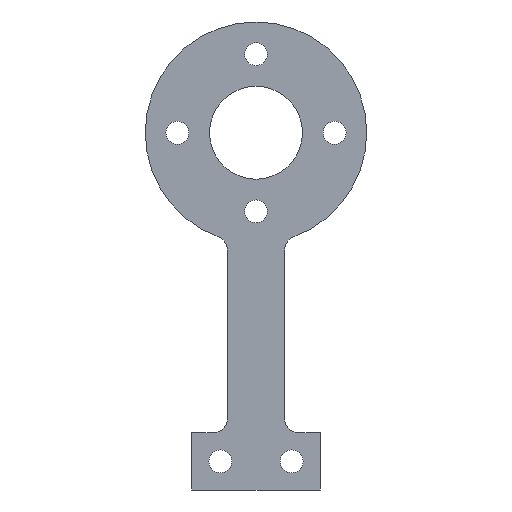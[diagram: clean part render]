
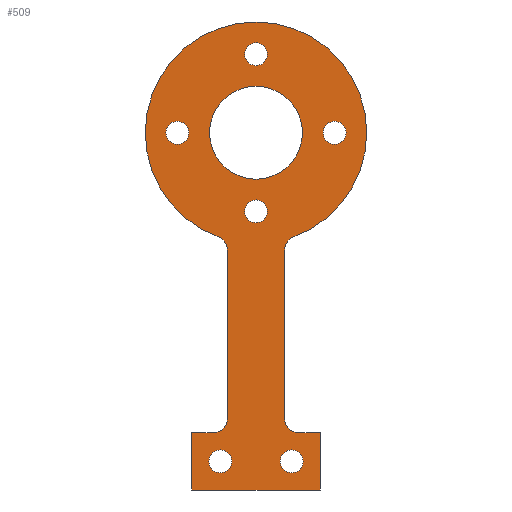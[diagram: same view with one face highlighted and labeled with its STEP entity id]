
A CAD part, left-side view. The second image highlights one B-rep face of the part: STEP entity #509.
In plain terms, the highlighted planar face has unit normal (-1, 0, 0).
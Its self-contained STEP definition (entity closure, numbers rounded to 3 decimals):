
#22=FACE_BOUND('',#105,.T.);
#23=FACE_BOUND('',#106,.T.);
#24=FACE_BOUND('',#107,.T.);
#25=FACE_BOUND('',#108,.T.);
#26=FACE_BOUND('',#109,.T.);
#27=FACE_BOUND('',#110,.T.);
#28=FACE_BOUND('',#111,.T.);
#43=PLANE('',#589);
#70=FACE_OUTER_BOUND('',#104,.T.);
#104=EDGE_LOOP('',(#452,#453,#454,#455,#456,#457,#458,#459,#460,#461,#462,
#463));
#105=EDGE_LOOP('',(#464));
#106=EDGE_LOOP('',(#465));
#107=EDGE_LOOP('',(#466));
#108=EDGE_LOOP('',(#467));
#109=EDGE_LOOP('',(#468));
#110=EDGE_LOOP('',(#469));
#111=EDGE_LOOP('',(#470));
#114=LINE('',#757,#153);
#120=LINE('',#772,#159);
#126=LINE('',#796,#165);
#140=LINE('',#866,#179);
#144=LINE('',#874,#183);
#147=LINE('',#879,#186);
#150=LINE('',#883,#189);
#153=VECTOR('',#602,10.);
#159=VECTOR('',#616,10.);
#165=VECTOR('',#642,10.);
#179=VECTOR('',#724,10.);
#183=VECTOR('',#730,10.);
#186=VECTOR('',#735,10.);
#189=VECTOR('',#740,10.);
#190=CIRCLE('',#534,2.);
#192=CIRCLE('',#538,2.);
#194=CIRCLE('',#542,2.);
#197=CIRCLE('',#546,15.5);
#198=CIRCLE('',#548,2.);
#202=CIRCLE('',#555,1.6);
#205=CIRCLE('',#560,1.6);
#208=CIRCLE('',#565,1.6);
#211=CIRCLE('',#570,1.6);
#214=CIRCLE('',#575,1.6);
#217=CIRCLE('',#580,1.6);
#219=CIRCLE('',#583,6.5);
#220=VERTEX_POINT('',#747);
#221=VERTEX_POINT('',#748);
#224=VERTEX_POINT('',#756);
#226=VERTEX_POINT('',#762);
#227=VERTEX_POINT('',#763);
#230=VERTEX_POINT('',#774);
#231=VERTEX_POINT('',#775);
#234=VERTEX_POINT('',#786);
#235=VERTEX_POINT('',#787);
#240=VERTEX_POINT('',#804);
#243=VERTEX_POINT('',#814);
#246=VERTEX_POINT('',#824);
#249=VERTEX_POINT('',#834);
#252=VERTEX_POINT('',#844);
#255=VERTEX_POINT('',#854);
#257=VERTEX_POINT('',#860);
#258=VERTEX_POINT('',#864);
#259=VERTEX_POINT('',#865);
#262=VERTEX_POINT('',#873);
#264=EDGE_CURVE('',#220,#221,#190,.T.);
#268=EDGE_CURVE('',#221,#224,#114,.T.);
#271=EDGE_CURVE('',#226,#227,#192,.T.);
#276=EDGE_CURVE('',#227,#220,#120,.T.);
#277=EDGE_CURVE('',#230,#231,#194,.T.);
#282=EDGE_CURVE('',#231,#226,#197,.T.);
#283=EDGE_CURVE('',#234,#235,#198,.T.);
#288=EDGE_CURVE('',#235,#230,#126,.T.);
#293=EDGE_CURVE('',#240,#240,#202,.T.);
#298=EDGE_CURVE('',#243,#243,#205,.T.);
#303=EDGE_CURVE('',#246,#246,#208,.T.);
#308=EDGE_CURVE('',#249,#249,#211,.T.);
#313=EDGE_CURVE('',#252,#252,#214,.T.);
#318=EDGE_CURVE('',#255,#255,#217,.T.);
#321=EDGE_CURVE('',#257,#257,#219,.T.);
#322=EDGE_CURVE('',#258,#259,#140,.T.);
#326=EDGE_CURVE('',#262,#258,#144,.T.);
#329=EDGE_CURVE('',#224,#262,#147,.T.);
#332=EDGE_CURVE('',#259,#234,#150,.T.);
#452=ORIENTED_EDGE('',*,*,#332,.F.);
#453=ORIENTED_EDGE('',*,*,#322,.F.);
#454=ORIENTED_EDGE('',*,*,#326,.F.);
#455=ORIENTED_EDGE('',*,*,#329,.F.);
#456=ORIENTED_EDGE('',*,*,#268,.F.);
#457=ORIENTED_EDGE('',*,*,#264,.F.);
#458=ORIENTED_EDGE('',*,*,#276,.F.);
#459=ORIENTED_EDGE('',*,*,#271,.F.);
#460=ORIENTED_EDGE('',*,*,#282,.F.);
#461=ORIENTED_EDGE('',*,*,#277,.F.);
#462=ORIENTED_EDGE('',*,*,#288,.F.);
#463=ORIENTED_EDGE('',*,*,#283,.F.);
#464=ORIENTED_EDGE('',*,*,#293,.T.);
#465=ORIENTED_EDGE('',*,*,#298,.T.);
#466=ORIENTED_EDGE('',*,*,#303,.T.);
#467=ORIENTED_EDGE('',*,*,#308,.T.);
#468=ORIENTED_EDGE('',*,*,#313,.T.);
#469=ORIENTED_EDGE('',*,*,#318,.T.);
#470=ORIENTED_EDGE('',*,*,#321,.F.);
#509=ADVANCED_FACE('',(#70,#22,#23,#24,#25,#26,#27,#28),#43,.F.);
#534=AXIS2_PLACEMENT_3D('',#749,#594,#595);
#538=AXIS2_PLACEMENT_3D('',#764,#607,#608);
#542=AXIS2_PLACEMENT_3D('',#776,#619,#620);
#546=AXIS2_PLACEMENT_3D('',#784,#629,#630);
#548=AXIS2_PLACEMENT_3D('',#788,#633,#634);
#555=AXIS2_PLACEMENT_3D('',#806,#653,#654);
#560=AXIS2_PLACEMENT_3D('',#816,#665,#666);
#565=AXIS2_PLACEMENT_3D('',#826,#677,#678);
#570=AXIS2_PLACEMENT_3D('',#836,#689,#690);
#575=AXIS2_PLACEMENT_3D('',#846,#701,#702);
#580=AXIS2_PLACEMENT_3D('',#856,#713,#714);
#583=AXIS2_PLACEMENT_3D('',#862,#720,#721);
#589=AXIS2_PLACEMENT_3D('',#885,#743,#744);
#594=DIRECTION('center_axis',(-1.,0.,0.));
#595=DIRECTION('ref_axis',(0.,0.707,-0.707));
#602=DIRECTION('',(0.,-1.,0.));
#607=DIRECTION('center_axis',(-1.,0.,0.));
#608=DIRECTION('ref_axis',(0.,0.819,0.573));
#616=DIRECTION('',(0.,0.,-1.));
#619=DIRECTION('center_axis',(-1.,0.,0.));
#620=DIRECTION('ref_axis',(0.,-0.819,0.573));
#629=DIRECTION('center_axis',(1.,0.,0.));
#630=DIRECTION('ref_axis',(0.,1.,0.));
#633=DIRECTION('center_axis',(-1.,0.,0.));
#634=DIRECTION('ref_axis',(0.,-0.707,-0.707));
#642=DIRECTION('',(0.,0.,1.));
#653=DIRECTION('center_axis',(1.,0.,0.));
#654=DIRECTION('ref_axis',(0.,0.,-1.));
#665=DIRECTION('center_axis',(1.,0.,0.));
#666=DIRECTION('ref_axis',(0.,0.,-1.));
#677=DIRECTION('center_axis',(1.,0.,0.));
#678=DIRECTION('ref_axis',(0.,0.,-1.));
#689=DIRECTION('center_axis',(1.,0.,0.));
#690=DIRECTION('ref_axis',(0.,0.,-1.));
#701=DIRECTION('center_axis',(1.,0.,0.));
#702=DIRECTION('ref_axis',(0.,0.,-1.));
#713=DIRECTION('center_axis',(1.,0.,0.));
#714=DIRECTION('ref_axis',(0.,0.,-1.));
#720=DIRECTION('center_axis',(-1.,0.,0.));
#721=DIRECTION('ref_axis',(0.,-1.,0.));
#724=DIRECTION('',(0.,0.,1.));
#730=DIRECTION('',(0.,1.,0.));
#735=DIRECTION('',(0.,0.,-1.));
#740=DIRECTION('',(0.,-1.,0.));
#743=DIRECTION('center_axis',(1.,0.,0.));
#744=DIRECTION('ref_axis',(0.,0.,-1.));
#747=CARTESIAN_POINT('',(0.,-4.,-40.));
#748=CARTESIAN_POINT('',(0.,-6.,-42.));
#749=CARTESIAN_POINT('Origin',(0.,-6.,-40.));
#756=CARTESIAN_POINT('',(0.,-9.,-42.));
#757=CARTESIAN_POINT('',(0.,-4.,-42.));
#762=CARTESIAN_POINT('',(0.,-5.314,-14.561));
#763=CARTESIAN_POINT('',(0.,-4.,-16.439));
#764=CARTESIAN_POINT('Origin',(0.,-6.,-16.439));
#772=CARTESIAN_POINT('',(0.,-4.,-14.975));
#774=CARTESIAN_POINT('',(0.,4.,-16.439));
#775=CARTESIAN_POINT('',(0.,5.314,-14.561));
#776=CARTESIAN_POINT('Origin',(0.,6.,-16.439));
#784=CARTESIAN_POINT('Origin',(0.,0.,0.));
#786=CARTESIAN_POINT('',(0.,6.,-42.));
#787=CARTESIAN_POINT('',(0.,4.,-40.));
#788=CARTESIAN_POINT('Origin',(0.,6.,-40.));
#796=CARTESIAN_POINT('',(0.,4.,-50.));
#804=CARTESIAN_POINT('',(0.,5.,-44.4));
#806=CARTESIAN_POINT('Origin',(0.,5.,-46.));
#814=CARTESIAN_POINT('',(0.,-5.,-44.4));
#816=CARTESIAN_POINT('Origin',(0.,-5.,-46.));
#824=CARTESIAN_POINT('',(0.,-11.,1.6));
#826=CARTESIAN_POINT('Origin',(0.,-11.,0.));
#834=CARTESIAN_POINT('',(0.,11.,1.6));
#836=CARTESIAN_POINT('Origin',(0.,11.,0.));
#844=CARTESIAN_POINT('',(0.,0.,-9.4));
#846=CARTESIAN_POINT('Origin',(0.,0.,-11.));
#854=CARTESIAN_POINT('',(0.,0.,12.6));
#856=CARTESIAN_POINT('Origin',(0.,0.,11.));
#860=CARTESIAN_POINT('',(0.,6.5,0.));
#862=CARTESIAN_POINT('Origin',(0.,0.,0.));
#864=CARTESIAN_POINT('',(0.,9.,-50.));
#865=CARTESIAN_POINT('',(0.,9.,-42.));
#866=CARTESIAN_POINT('',(0.,9.,-50.));
#873=CARTESIAN_POINT('',(0.,-9.,-50.));
#874=CARTESIAN_POINT('',(0.,4.,-50.));
#879=CARTESIAN_POINT('',(0.,-9.,-42.));
#883=CARTESIAN_POINT('',(0.,9.,-42.));
#885=CARTESIAN_POINT('Origin',(0.,6.5,-46.));
